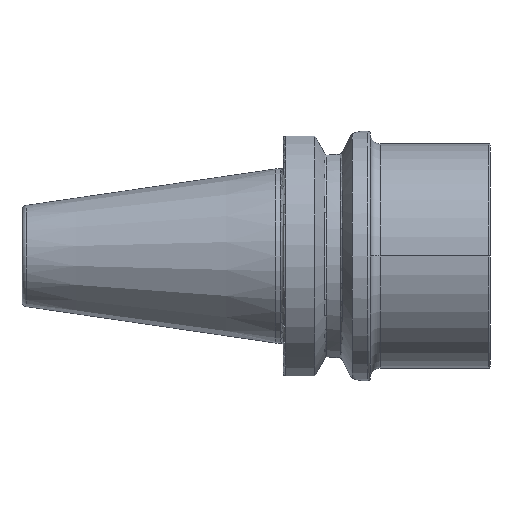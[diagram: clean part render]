
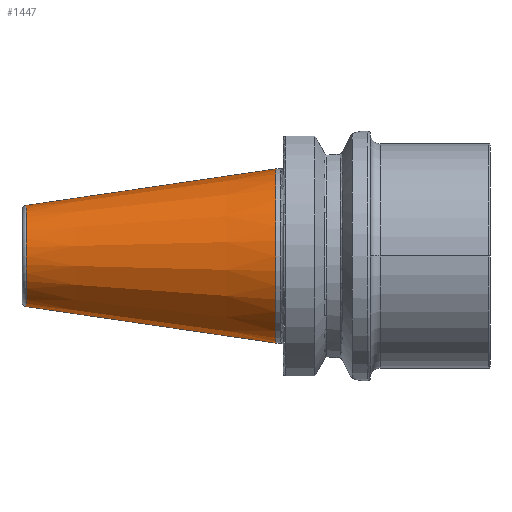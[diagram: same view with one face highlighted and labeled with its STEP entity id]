
A CAD part, front view. The second image highlights one B-rep face of the part: STEP entity #1447.
In plain terms, the highlighted conical face has half-angle 8.297 degrees and reference radius 34.925 mm.
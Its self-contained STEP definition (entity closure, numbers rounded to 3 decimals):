
#17 = CARTESIAN_POINT ( 'NONE',  ( -100.089, 0., 20.329 ) ) ;
#207 = ORIENTED_EDGE ( 'NONE', *, *, #4997, .T. ) ;
#236 = DIRECTION ( 'NONE',  ( 1., 0., 0. ) ) ;
#330 = LINE ( 'NONE', #3538, #2542 ) ;
#372 = EDGE_CURVE ( 'NONE', #729, #2946, #2772, .T. ) ;
#408 = CARTESIAN_POINT ( 'NONE',  ( -100.089, 0., 0. ) ) ;
#488 = VERTEX_POINT ( 'NONE', #2945 ) ;
#668 = DIRECTION ( 'NONE',  ( 0., 0., -1. ) ) ;
#729 = VERTEX_POINT ( 'NONE', #17 ) ;
#790 = CIRCLE ( 'NONE', #1661, 20.329 ) ;
#839 = DIRECTION ( 'NONE',  ( 0., 0., 1. ) ) ;
#867 = CARTESIAN_POINT ( 'NONE',  ( 0., 0., -34.925 ) ) ;
#1000 = CARTESIAN_POINT ( 'NONE',  ( 0., 0., 34.925 ) ) ;
#1068 = CARTESIAN_POINT ( 'NONE',  ( 0., 0., 0. ) ) ;
#1331 = ORIENTED_EDGE ( 'NONE', *, *, #4336, .F. ) ;
#1447 = ADVANCED_FACE ( 'NONE', ( #1679 ), #2715, .T. ) ;
#1449 = DIRECTION ( 'NONE',  ( 0.99, 0., 0.144 ) ) ;
#1480 = CARTESIAN_POINT ( 'NONE',  ( 0., 0., 0. ) ) ;
#1661 = AXIS2_PLACEMENT_3D ( 'NONE', #408, #3438, #839 ) ;
#1679 = FACE_OUTER_BOUND ( 'NONE', #4795, .T. ) ;
#1965 = DIRECTION ( 'NONE',  ( 0., 0., 1. ) ) ;
#2064 = AXIS2_PLACEMENT_3D ( 'NONE', #1068, #236, #668 ) ;
#2172 = VERTEX_POINT ( 'NONE', #867 ) ;
#2542 = VECTOR ( 'NONE', #3957, 1000. ) ;
#2545 = CIRCLE ( 'NONE', #4054, 34.925 ) ;
#2715 = CONICAL_SURFACE ( 'NONE', #2064, 34.925, 0.145 ) ;
#2772 = LINE ( 'NONE', #1000, #4861 ) ;
#2945 = CARTESIAN_POINT ( 'NONE',  ( -100.089, 0., -20.329 ) ) ;
#2946 = VERTEX_POINT ( 'NONE', #4757 ) ;
#3438 = DIRECTION ( 'NONE',  ( -1., 0., 0. ) ) ;
#3538 = CARTESIAN_POINT ( 'NONE',  ( 0., 0., -34.925 ) ) ;
#3650 = ORIENTED_EDGE ( 'NONE', *, *, #372, .F. ) ;
#3935 = EDGE_CURVE ( 'NONE', #2172, #2946, #2545, .T. ) ;
#3957 = DIRECTION ( 'NONE',  ( 0.99, 0., -0.144 ) ) ;
#4054 = AXIS2_PLACEMENT_3D ( 'NONE', #1480, #4480, #1965 ) ;
#4336 = EDGE_CURVE ( 'NONE', #488, #729, #790, .T. ) ;
#4480 = DIRECTION ( 'NONE',  ( -1., 0., 0. ) ) ;
#4644 = ORIENTED_EDGE ( 'NONE', *, *, #3935, .T. ) ;
#4757 = CARTESIAN_POINT ( 'NONE',  ( 0., 0., 34.925 ) ) ;
#4795 = EDGE_LOOP ( 'NONE', ( #3650, #1331, #207, #4644 ) ) ;
#4861 = VECTOR ( 'NONE', #1449, 1000. ) ;
#4997 = EDGE_CURVE ( 'NONE', #488, #2172, #330, .T. ) ;
